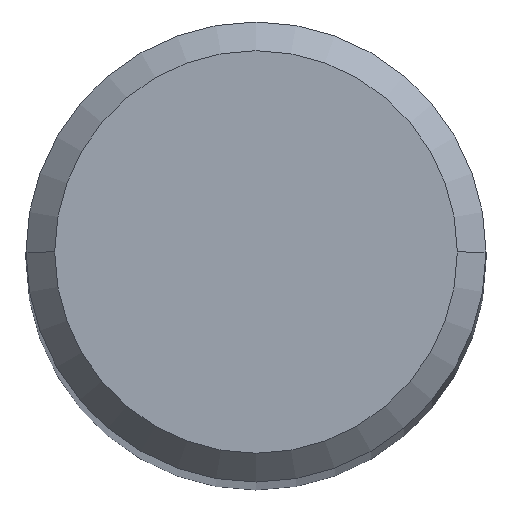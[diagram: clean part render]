
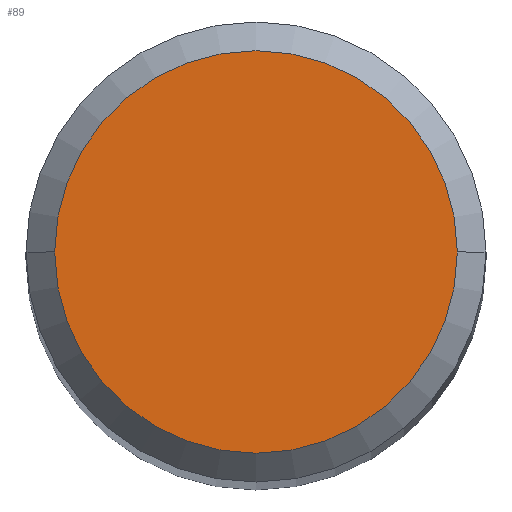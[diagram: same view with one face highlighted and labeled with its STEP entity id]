
A CAD part, top view. The second image highlights one B-rep face of the part: STEP entity #89.
In plain terms, the highlighted planar face has unit normal (0, 0, 1).
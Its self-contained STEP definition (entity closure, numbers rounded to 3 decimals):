
#7 = ORIENTED_EDGE ( 'NONE', *, *, #205, .T. ) ;
#16 = CARTESIAN_POINT ( 'NONE',  ( 0., 0., 160. ) ) ;
#20 = DIRECTION ( 'NONE',  ( 1., 0., 0. ) ) ;
#26 = DIRECTION ( 'NONE',  ( 1., 0., 0. ) ) ;
#39 = FACE_OUTER_BOUND ( 'NONE', #240, .T. ) ;
#51 = VERTEX_POINT ( 'NONE', #177 ) ;
#79 = CIRCLE ( 'NONE', #125, 7. ) ;
#89 = ADVANCED_FACE ( 'NONE', ( #39 ), #121, .T. ) ;
#90 = CARTESIAN_POINT ( 'NONE',  ( 7., 0., 160. ) ) ;
#105 = DIRECTION ( 'NONE',  ( 1., 0., 0. ) ) ;
#109 = CARTESIAN_POINT ( 'NONE',  ( 0., 0., 160. ) ) ;
#117 = VERTEX_POINT ( 'NONE', #90 ) ;
#121 = PLANE ( 'NONE',  #150 ) ;
#124 = DIRECTION ( 'NONE',  ( 0., 0., 1. ) ) ;
#125 = AXIS2_PLACEMENT_3D ( 'NONE', #176, #259, #26 ) ;
#133 = EDGE_CURVE ( 'NONE', #117, #51, #147, .T. ) ;
#147 = CIRCLE ( 'NONE', #211, 7. ) ;
#150 = AXIS2_PLACEMENT_3D ( 'NONE', #16, #124, #20 ) ;
#176 = CARTESIAN_POINT ( 'NONE',  ( 0., 0., 160. ) ) ;
#177 = CARTESIAN_POINT ( 'NONE',  ( -7., 0., 160. ) ) ;
#195 = DIRECTION ( 'NONE',  ( 0., 0., 1. ) ) ;
#205 = EDGE_CURVE ( 'NONE', #51, #117, #79, .T. ) ;
#211 = AXIS2_PLACEMENT_3D ( 'NONE', #109, #195, #105 ) ;
#224 = ORIENTED_EDGE ( 'NONE', *, *, #133, .T. ) ;
#240 = EDGE_LOOP ( 'NONE', ( #7, #224 ) ) ;
#259 = DIRECTION ( 'NONE',  ( 0., 0., 1. ) ) ;
